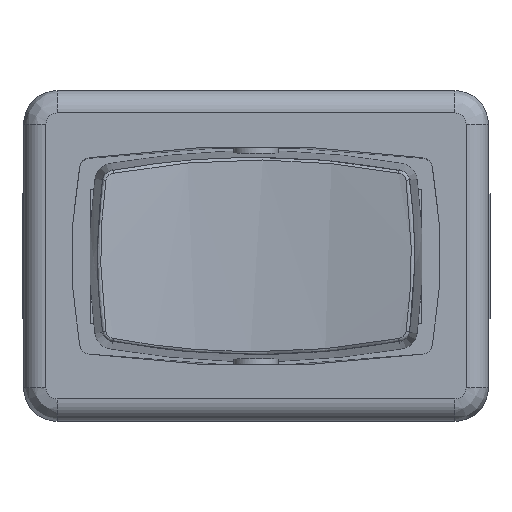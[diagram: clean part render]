
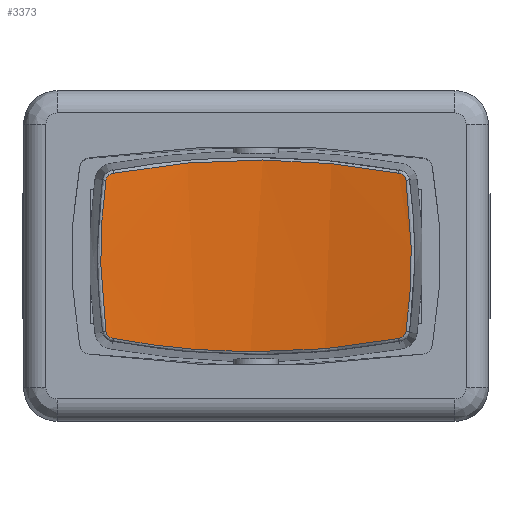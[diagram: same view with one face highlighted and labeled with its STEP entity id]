
A CAD part, top view. The second image highlights one B-rep face of the part: STEP entity #3373.
In plain terms, the highlighted cylindrical face has radius 25.996 mm (diameter 51.992 mm), a partial arc.
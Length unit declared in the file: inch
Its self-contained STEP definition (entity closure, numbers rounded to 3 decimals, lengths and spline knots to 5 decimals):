
#2676=CARTESIAN_POINT('',(0.26437,-0.1332,0.71388));
#2677=VERTEX_POINT('',#2676);
#2696=CARTESIAN_POINT('',(0.26437,0.1332,0.71388));
#2697=VERTEX_POINT('',#2696);
#2705=CARTESIAN_POINT('',(0.26437,0.1332,0.71388));
#2706=CARTESIAN_POINT('',(0.27659,0.04532,0.71715));
#2707=CARTESIAN_POINT('',(0.27659,-0.04532,0.71715));
#2708=CARTESIAN_POINT('',(0.26437,-0.1332,0.71388));
#2709=B_SPLINE_CURVE_WITH_KNOTS('',3,(#2705,#2706,#2707,#2708),.UNSPECIFIED.,.F.,.U.,(4,4),(0.0,0.67668),.UNSPECIFIED.);
#2710=EDGE_CURVE('',#2697,#2677,#2709,.T.);
#2743=CARTESIAN_POINT('',(0.25079,0.1456,0.71035));
#2744=VERTEX_POINT('',#2743);
#2776=CARTESIAN_POINT('',(0.25079,0.1456,0.71035));
#2777=CARTESIAN_POINT('',(0.25405,0.14546,0.71117));
#2778=CARTESIAN_POINT('',(0.26049,0.14287,0.71284));
#2779=CARTESIAN_POINT('',(0.26391,0.13655,0.71376));
#2780=CARTESIAN_POINT('',(0.26437,0.1332,0.71388));
#2781=B_SPLINE_CURVE_WITH_KNOTS('',3,(#2776,#2777,#2778,#2779,#2780),.UNSPECIFIED.,.F.,.U.,(4,1,4),(-0.28373,-0.258,-0.23228),.UNSPECIFIED.);
#2782=EDGE_CURVE('',#2744,#2697,#2781,.T.);
#2822=CARTESIAN_POINT('',(-0.25079,0.1456,0.71035));
#2823=VERTEX_POINT('',#2822);
#2824=CARTESIAN_POINT('',(-0.25079,0.1456,0.71035));
#2825=CARTESIAN_POINT('',(-0.18137,0.15871,0.69281));
#2826=CARTESIAN_POINT('',(-0.01267,0.17724,0.66841));
#2827=CARTESIAN_POINT('',(0.15824,0.16308,0.68696));
#2828=CARTESIAN_POINT('',(0.25079,0.1456,0.71035));
#2829=B_SPLINE_CURVE_WITH_KNOTS('',3,(#2824,#2825,#2826,#2827,#2828),.UNSPECIFIED.,.F.,.U.,(4,1,4),(0.09322,0.64981,1.39192),.UNSPECIFIED.);
#2830=EDGE_CURVE('',#2823,#2744,#2829,.T.);
#2921=CARTESIAN_POINT('',(0.25079,-0.1456,0.71035));
#2922=VERTEX_POINT('',#2921);
#2923=CARTESIAN_POINT('',(-0.25079,-0.1456,0.71035));
#2924=VERTEX_POINT('',#2923);
#2925=CARTESIAN_POINT('',(0.25079,-0.1456,0.71035));
#2926=CARTESIAN_POINT('',(0.15824,-0.16308,0.68696));
#2927=CARTESIAN_POINT('',(-0.01267,-0.17724,0.66841));
#2928=CARTESIAN_POINT('',(-0.18137,-0.15871,0.69281));
#2929=CARTESIAN_POINT('',(-0.25079,-0.1456,0.71035));
#2930=B_SPLINE_CURVE_WITH_KNOTS('',3,(#2925,#2926,#2927,#2928,#2929),.UNSPECIFIED.,.F.,.U.,(4,1,4),(0.09322,0.83534,1.39192),.UNSPECIFIED.);
#2931=EDGE_CURVE('',#2922,#2924,#2930,.T.);
#3055=CARTESIAN_POINT('',(-0.26437,-0.1332,0.71388));
#3056=VERTEX_POINT('',#3055);
#3057=CARTESIAN_POINT('',(-0.25079,-0.1456,0.71035));
#3058=CARTESIAN_POINT('',(-0.25405,-0.14546,0.71117));
#3059=CARTESIAN_POINT('',(-0.26049,-0.14287,0.71284));
#3060=CARTESIAN_POINT('',(-0.26391,-0.13655,0.71376));
#3061=CARTESIAN_POINT('',(-0.26437,-0.1332,0.71388));
#3062=B_SPLINE_CURVE_WITH_KNOTS('',3,(#3057,#3058,#3059,#3060,#3061),.UNSPECIFIED.,.F.,.U.,(4,1,4),(-0.28373,-0.258,-0.23228),.UNSPECIFIED.);
#3063=EDGE_CURVE('',#2924,#3056,#3062,.T.);
#3106=CARTESIAN_POINT('',(-0.26437,0.1332,0.71388));
#3107=VERTEX_POINT('',#3106);
#3125=CARTESIAN_POINT('',(-0.26437,-0.1332,0.71388));
#3126=CARTESIAN_POINT('',(-0.27659,-0.04532,0.71715));
#3127=CARTESIAN_POINT('',(-0.27659,0.04532,0.71715));
#3128=CARTESIAN_POINT('',(-0.26437,0.1332,0.71388));
#3129=B_SPLINE_CURVE_WITH_KNOTS('',3,(#3125,#3126,#3127,#3128),.UNSPECIFIED.,.F.,.U.,(4,4),(0.,0.67668),.UNSPECIFIED.);
#3130=EDGE_CURVE('',#3056,#3107,#3129,.T.);
#3170=CARTESIAN_POINT('',(-0.26437,0.1332,0.71388));
#3171=CARTESIAN_POINT('',(-0.26391,0.13655,0.71376));
#3172=CARTESIAN_POINT('',(-0.26049,0.14287,0.71284));
#3173=CARTESIAN_POINT('',(-0.25405,0.14546,0.71117));
#3174=CARTESIAN_POINT('',(-0.25079,0.1456,0.71035));
#3175=B_SPLINE_CURVE_WITH_KNOTS('',3,(#3170,#3171,#3172,#3173,#3174),.UNSPECIFIED.,.F.,.U.,(4,1,4),(0.,0.02573,0.05145),.UNSPECIFIED.);
#3176=EDGE_CURVE('',#3107,#2823,#3175,.T.);
#3217=CARTESIAN_POINT('',(0.26437,-0.1332,0.71388));
#3218=CARTESIAN_POINT('',(0.26391,-0.13655,0.71376));
#3219=CARTESIAN_POINT('',(0.26049,-0.14287,0.71284));
#3220=CARTESIAN_POINT('',(0.25405,-0.14546,0.71117));
#3221=CARTESIAN_POINT('',(0.25079,-0.1456,0.71035));
#3222=B_SPLINE_CURVE_WITH_KNOTS('',3,(#3217,#3218,#3219,#3220,#3221),.UNSPECIFIED.,.F.,.U.,(4,1,4),(-0.23228,-0.20655,-0.18083),.UNSPECIFIED.);
#3223=EDGE_CURVE('',#2677,#2922,#3222,.T.);
#3358=CARTESIAN_POINT('',(0.,0.18596,1.70262));
#3359=DIRECTION('',(0.0,-1.0,0.0));
#3360=DIRECTION('',(-0.275,0.0,0.962));
#3361=AXIS2_PLACEMENT_3D('',#3358,#3359,#3360);
#3362=CYLINDRICAL_SURFACE('',#3361,1.02347);
#3363=ORIENTED_EDGE('',*,*,#2931,.F.);
#3364=ORIENTED_EDGE('',*,*,#3223,.F.);
#3365=ORIENTED_EDGE('',*,*,#2710,.F.);
#3366=ORIENTED_EDGE('',*,*,#2782,.F.);
#3367=ORIENTED_EDGE('',*,*,#2830,.F.);
#3368=ORIENTED_EDGE('',*,*,#3176,.F.);
#3369=ORIENTED_EDGE('',*,*,#3130,.F.);
#3370=ORIENTED_EDGE('',*,*,#3063,.F.);
#3371=EDGE_LOOP('',(#3363,#3364,#3365,#3366,#3367,#3368,#3369,#3370));
#3372=FACE_OUTER_BOUND('',#3371,.T.);
#3373=ADVANCED_FACE('',(#3372),#3362,.F.);
